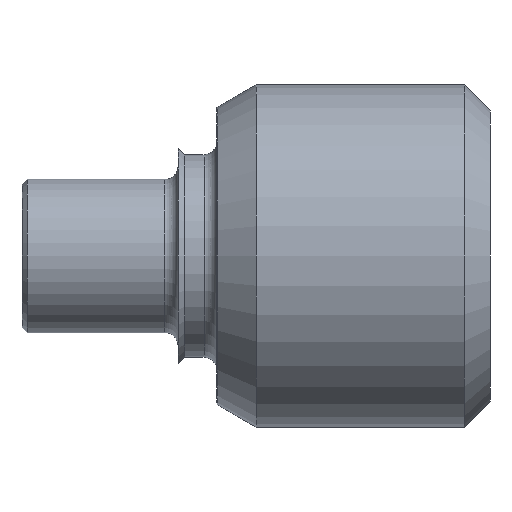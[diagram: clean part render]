
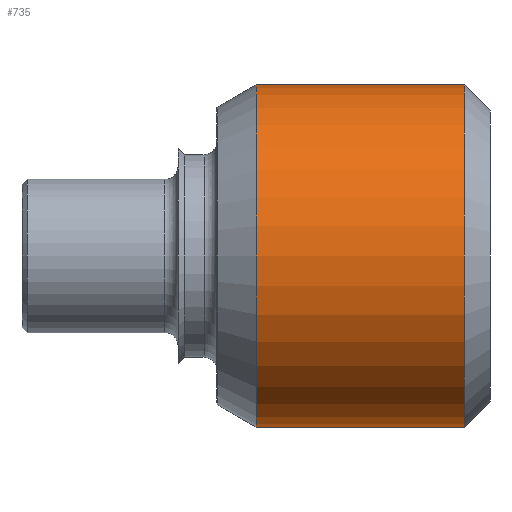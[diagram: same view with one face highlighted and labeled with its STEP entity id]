
A CAD part, front view. The second image highlights one B-rep face of the part: STEP entity #735.
In plain terms, the highlighted cylindrical face has radius 6.579 mm (diameter 13.158 mm), a full revolution.
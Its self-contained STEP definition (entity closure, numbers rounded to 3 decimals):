
#107=CIRCLE('',#790,6.579);
#108=CIRCLE('',#792,6.579);
#109=CIRCLE('',#793,6.579);
#140=CYLINDRICAL_SURFACE('',#791,6.579);
#189=VERTEX_POINT('',#1136);
#190=VERTEX_POINT('',#1140);
#191=VERTEX_POINT('',#1142);
#244=VECTOR('',#918,1.);
#291=LINE('',#1139,#244);
#356=EDGE_CURVE('',#189,#189,#107,.T.);
#357=EDGE_CURVE('',#189,#190,#291,.T.);
#358=EDGE_CURVE('',#191,#190,#108,.T.);
#359=EDGE_CURVE('',#190,#191,#109,.T.);
#477=ORIENTED_EDGE('',*,*,#357,.T.);
#478=ORIENTED_EDGE('',*,*,#358,.F.);
#479=ORIENTED_EDGE('',*,*,#359,.F.);
#480=ORIENTED_EDGE('',*,*,#357,.F.);
#481=ORIENTED_EDGE('',*,*,#356,.T.);
#643=EDGE_LOOP('',(#477,#478,#479,#480,#481));
#690=FACE_BOUND('',#643,.T.);
#735=ADVANCED_FACE('',(#690),#140,.T.);
#790=AXIS2_PLACEMENT_3D('',#1137,#914,#915);
#791=AXIS2_PLACEMENT_3D('',#1138,#916,#917);
#792=AXIS2_PLACEMENT_3D('',#1141,#919,#920);
#793=AXIS2_PLACEMENT_3D('',#1143,#921,#922);
#914=DIRECTION('',(1.,0.,0.));
#915=DIRECTION('',(0.,0.,-6.579));
#916=DIRECTION('',(-1.,0.,0.));
#917=DIRECTION('',(0.,0.,-6.579));
#918=DIRECTION('',(1.,0.,0.));
#919=DIRECTION('',(1.,0.,0.));
#920=DIRECTION('',(0.,0.,-6.579));
#921=DIRECTION('',(1.,0.,0.));
#922=DIRECTION('',(0.,0.,-6.579));
#1136=CARTESIAN_POINT('',(9.,0.,-6.579));
#1137=CARTESIAN_POINT('',(9.,0.,0.));
#1138=CARTESIAN_POINT('',(18.,0.,0.));
#1139=CARTESIAN_POINT('',(8.,0.,-6.579));
#1140=CARTESIAN_POINT('',(17.,0.,-6.579));
#1141=CARTESIAN_POINT('',(17.,0.,0.));
#1142=CARTESIAN_POINT('',(17.,0.,6.579));
#1143=CARTESIAN_POINT('',(17.,0.,0.));
